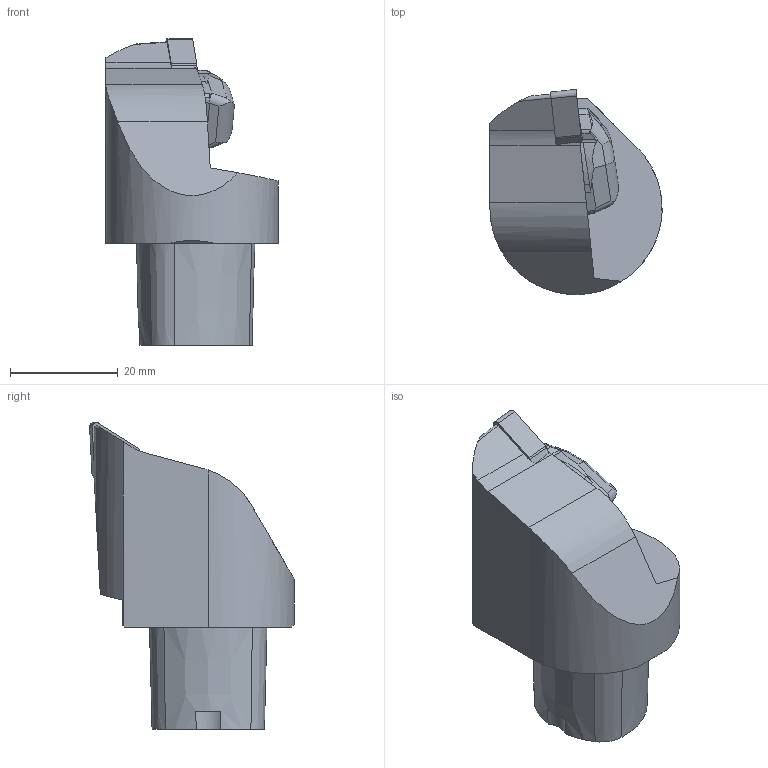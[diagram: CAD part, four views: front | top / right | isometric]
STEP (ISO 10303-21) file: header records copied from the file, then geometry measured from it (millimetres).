
FILE_DESCRIPTION(/* description */ (''),/* implementation_level */ '2;1');
FILE_NAME(/* name */ '10011019062_stp.stp',/* time_stamp */ '2017-08-02T14:21:31+02:00',/* author */ (''),/* organization */ (''),/* preprocessor_version */ 'ST-DEVELOPER v15',/* originating_system */ 'SIEMENS PLM Software NX 9.0',/* authorisation */ '');
FILE_SCHEMA (('AUTOMOTIVE_DESIGN { 1 0 10303 214 3 1 1 1 }'));
Length unit declared in the file: millimetre
Products named in the file (1): reic089062A21lnl
Bounding box: 32 x 38.06 x 57 mm (x, y, z)
Volume: 28175.3 mm3; surface area: 6833.5 mm2
Topology: 2 solids, 2 shells, 106 faces, 290 edges, 189 vertices
Faces by surface type: plane 55, cylinder 35, extrusion 10, cone 6
Full cylindrical faces by diameter (mm): 3.81 x1
Entity records: 3595 total; most frequent: CARTESIAN_POINT 828, ORIENTED_EDGE 576, DIRECTION 570, EDGE_CURVE 288, AXIS2_PLACEMENT_3D 201, VERTEX_POINT 188, VECTOR 168, LINE 158
